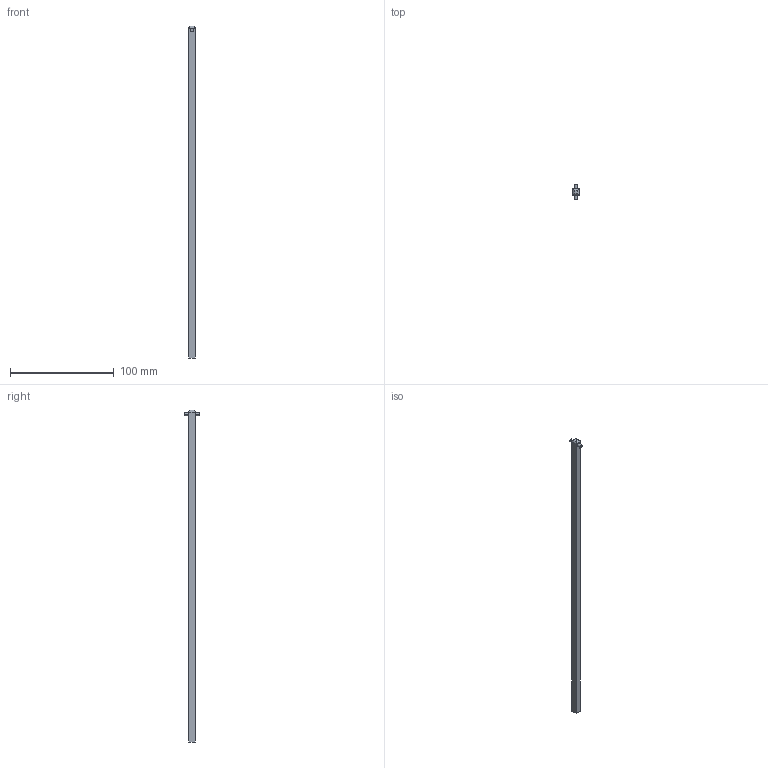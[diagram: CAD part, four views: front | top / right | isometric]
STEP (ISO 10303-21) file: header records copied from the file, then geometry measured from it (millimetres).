
FILE_DESCRIPTION((''),'2;1');
FILE_NAME('14090620_ASM','2021-09-17T',('marketing.praksa'),('Audax d.o.o.'),'CREO PARAMETRIC BY PTC INC, 2017480','CREO PARAMETRIC BY PTC INC, 2017480','');
FILE_SCHEMA(('AUTOMOTIVE_DESIGN { 1 0 10303 214 1 1 1 1 }'));
Length unit declared in the file: millimetre
Products named in the file (3): CLBSV-S200; PRT9563; 14090620_ASM
Assembly tree (2 placements, depth 2):
  14090620_ASM
    CLBSV-S200
    PRT9563
Bounding box: 6 x 14 x 320 mm (x, y, z)
Volume: 11557.3 mm3; surface area: 7904.9 mm2
Topology: 4 solids, 4 shells, 121 faces, 324 edges, 216 vertices
Faces by surface type: plane 65, cylinder 56
Entity records: 6053 total; most frequent: CARTESIAN_POINT 720, DIRECTION 672, ORIENTED_EDGE 648, PRESENTATION_STYLE_ASSIGNMENT 449, STYLED_ITEM 449, CURVE_STYLE 324, EDGE_CURVE 324, AXIS2_PLACEMENT_3D 230
